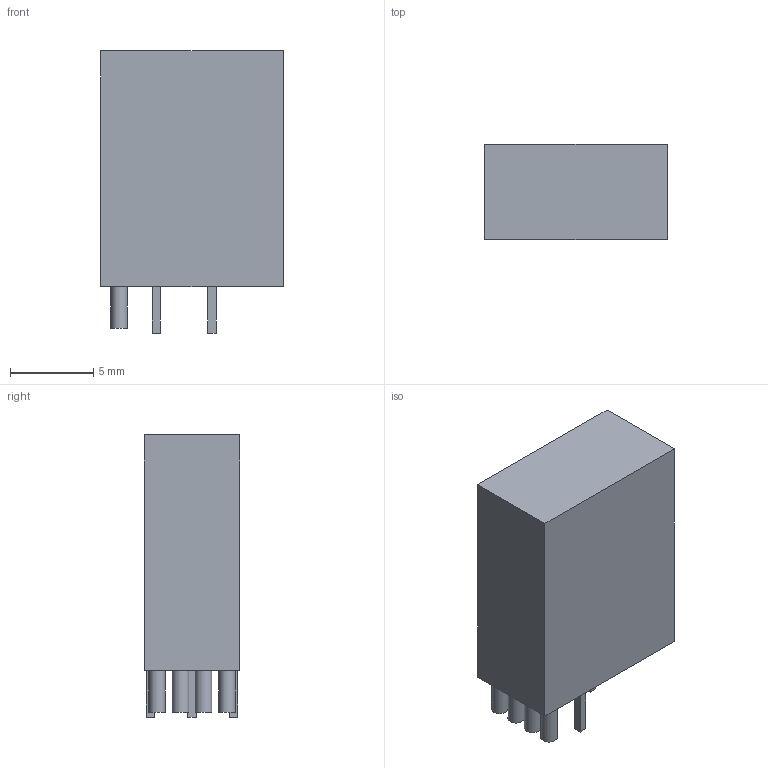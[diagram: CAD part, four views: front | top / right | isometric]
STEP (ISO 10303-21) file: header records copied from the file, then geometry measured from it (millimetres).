
FILE_DESCRIPTION(('FreeCAD Model'),'2;1');
FILE_NAME('Fusion.step','2019-10-06T21:22:38',('kicad StepUp'),( 'ksu MCAD'),'Open CASCADE STEP processor 7.3','FreeCAD','Unknown');
FILE_SCHEMA(('AUTOMOTIVE_DESIGN { 1 0 10303 214 1 1 1 1 }'));
Length unit declared in the file: millimetre
Products named in the file (1): Fusion
Bounding box: 11 x 5.72 x 16.99 mm (x, y, z)
Volume: 249.2 mm3; surface area: 1025.2 mm2
Topology: 1 solids, 1 shells, 34 faces, 72 edges, 48 vertices
Faces by surface type: plane 30, cylinder 4
Full cylindrical faces by diameter (mm): 1 x4
Entity records: 914 total; most frequent: CARTESIAN_POINT 155, DIRECTION 150, ORIENTED_EDGE 144, EDGE_CURVE 72, LINE 64, VECTOR 64, VERTEX_POINT 48, AXIS2_PLACEMENT_3D 43
